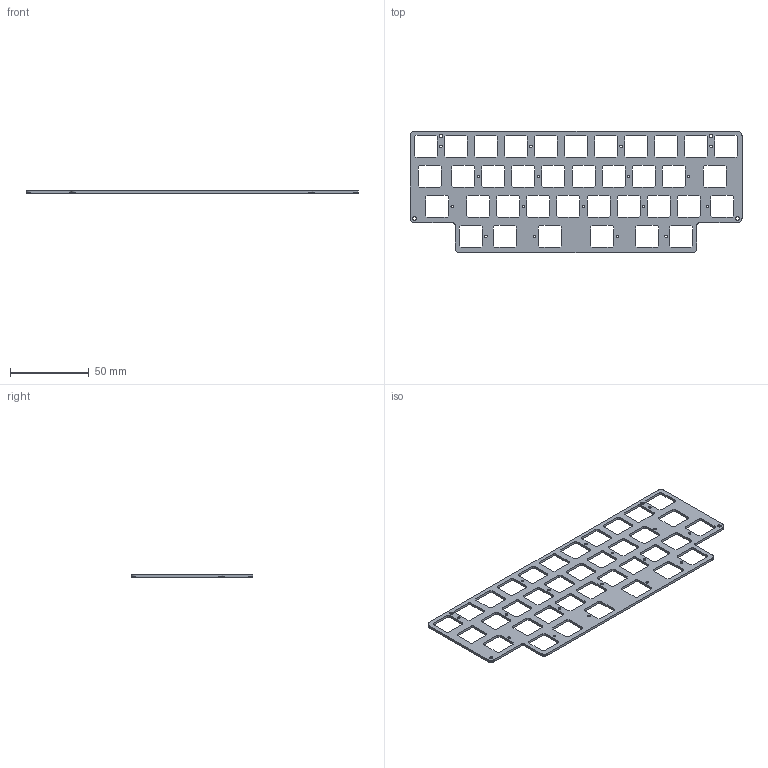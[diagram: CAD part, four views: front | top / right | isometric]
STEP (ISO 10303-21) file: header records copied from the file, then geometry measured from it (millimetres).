
FILE_DESCRIPTION(('KiCad electronic assembly'),'2;1');
FILE_NAME('travaulta plate V2.step','2024-07-19T23:24:11',('Pcbnew'),( 'Kicad'),'Open CASCADE STEP processor 7.6','KiCad to STEP converter' ,'Unknown');
FILE_SCHEMA(('AUTOMOTIVE_DESIGN { 1 0 10303 214 1 1 1 1 }'));
Length unit declared in the file: millimetre
Products named in the file (2): travaulta plate V2 1; PCB
Assembly tree (1 placements, depth 2):
  travaulta plate V2 1
    PCB
Bounding box: 210.7 x 77.35 x 1.57 mm (x, y, z)
Volume: 12022.9 mm3; surface area: 19571.9 mm2
Topology: 1 solids, 1 shells, 1020 faces, 3054 edges, 2036 vertices
Faces by surface type: plane 1020
Entity records: 73599 total; most frequent: CARTESIAN_POINT 12220, DIRECTION 11206, LINE 9162, VECTOR 9162, ORIENTED_EDGE 6108, PCURVE 6108, DEFINITIONAL_REPRESENTATION 6108, EDGE_CURVE 3054
